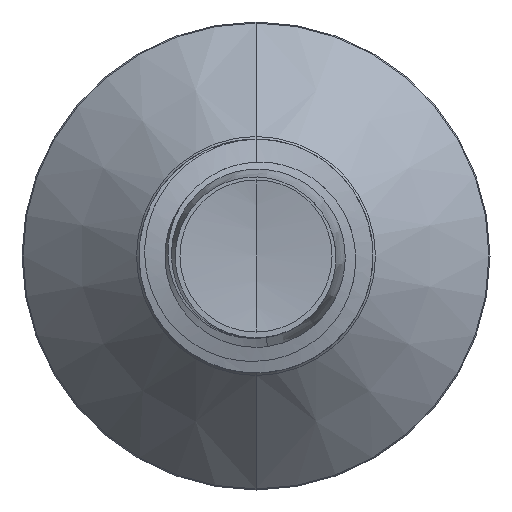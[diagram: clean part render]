
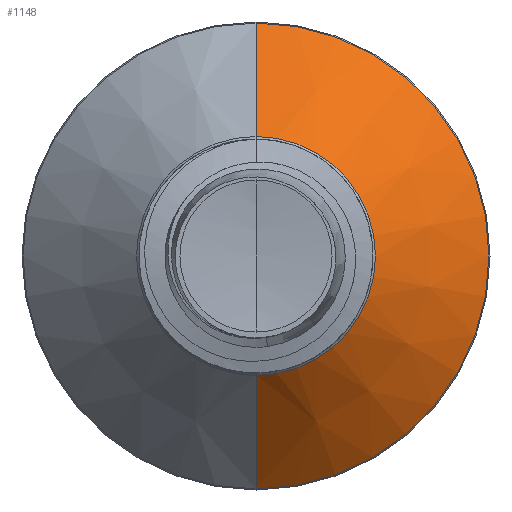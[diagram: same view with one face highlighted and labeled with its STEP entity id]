
A CAD part, front view. The second image highlights one B-rep face of the part: STEP entity #1148.
In plain terms, the highlighted conical face has half-angle 45 degrees and reference radius 2.042 mm.
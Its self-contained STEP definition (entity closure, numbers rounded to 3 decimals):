
#126 = AXIS2_PLACEMENT_3D ( 'NONE', #8675, #1961, #4904 ) ;
#443 = VECTOR ( 'NONE', #13997, 1000. ) ;
#560 = LINE ( 'NONE', #13956, #443 ) ;
#844 = AXIS2_PLACEMENT_3D ( 'NONE', #3986, #3028, #1908 ) ;
#1113 = CARTESIAN_POINT ( 'NONE',  ( 0., 6.782, 3.982 ) ) ;
#1148 = ADVANCED_FACE ( 'NONE', ( #3889 ), #3664, .T. ) ;
#1320 = EDGE_CURVE ( 'NONE', #13100, #4676, #3843, .T. ) ;
#1596 = CIRCLE ( 'NONE', #3201, 3.982 ) ;
#1908 = DIRECTION ( 'NONE',  ( 0., 0., 1. ) ) ;
#1961 = DIRECTION ( 'NONE',  ( 0., 1., 0. ) ) ;
#3028 = DIRECTION ( 'NONE',  ( 0., 1., 0. ) ) ;
#3201 = AXIS2_PLACEMENT_3D ( 'NONE', #14158, #14137, #14117 ) ;
#3664 = CONICAL_SURFACE ( 'NONE', #844, 2.042, 0.785 ) ;
#3843 = CIRCLE ( 'NONE', #126, 2.042 ) ;
#3889 = FACE_OUTER_BOUND ( 'NONE', #12770, .T. ) ;
#3986 = CARTESIAN_POINT ( 'NONE',  ( 0., 4.842, 0. ) ) ;
#4676 = VERTEX_POINT ( 'NONE', #6071 ) ;
#4904 = DIRECTION ( 'NONE',  ( 0., 0., 1. ) ) ;
#5444 = EDGE_CURVE ( 'NONE', #9676, #7703, #1596, .T. ) ;
#6071 = CARTESIAN_POINT ( 'NONE',  ( 0., 4.842, -2.042 ) ) ;
#6076 = VECTOR ( 'NONE', #6380, 1000. ) ;
#6380 = DIRECTION ( 'NONE',  ( 0., 0.707, 0.707 ) ) ;
#6412 = CARTESIAN_POINT ( 'NONE',  ( 0., 4.842, 2.042 ) ) ;
#7312 = EDGE_CURVE ( 'NONE', #4676, #7703, #560, .T. ) ;
#7610 = LINE ( 'NONE', #6412, #6076 ) ;
#7703 = VERTEX_POINT ( 'NONE', #13184 ) ;
#8511 = EDGE_CURVE ( 'NONE', #13100, #9676, #7610, .T. ) ;
#8675 = CARTESIAN_POINT ( 'NONE',  ( 0., 4.842, 0. ) ) ;
#9676 = VERTEX_POINT ( 'NONE', #1113 ) ;
#11492 = ORIENTED_EDGE ( 'NONE', *, *, #8511, .F. ) ;
#12770 = EDGE_LOOP ( 'NONE', ( #12957, #13002, #13090, #11492 ) ) ;
#12957 = ORIENTED_EDGE ( 'NONE', *, *, #1320, .T. ) ;
#13002 = ORIENTED_EDGE ( 'NONE', *, *, #7312, .T. ) ;
#13090 = ORIENTED_EDGE ( 'NONE', *, *, #5444, .F. ) ;
#13100 = VERTEX_POINT ( 'NONE', #13575 ) ;
#13184 = CARTESIAN_POINT ( 'NONE',  ( 0., 6.782, -3.982 ) ) ;
#13575 = CARTESIAN_POINT ( 'NONE',  ( 0., 4.842, 2.042 ) ) ;
#13956 = CARTESIAN_POINT ( 'NONE',  ( 0., 4.842, -2.042 ) ) ;
#13997 = DIRECTION ( 'NONE',  ( 0., 0.707, -0.707 ) ) ;
#14117 = DIRECTION ( 'NONE',  ( 0., 0., 1. ) ) ;
#14137 = DIRECTION ( 'NONE',  ( 0., 1., 0. ) ) ;
#14158 = CARTESIAN_POINT ( 'NONE',  ( 0., 6.782, 0. ) ) ;
